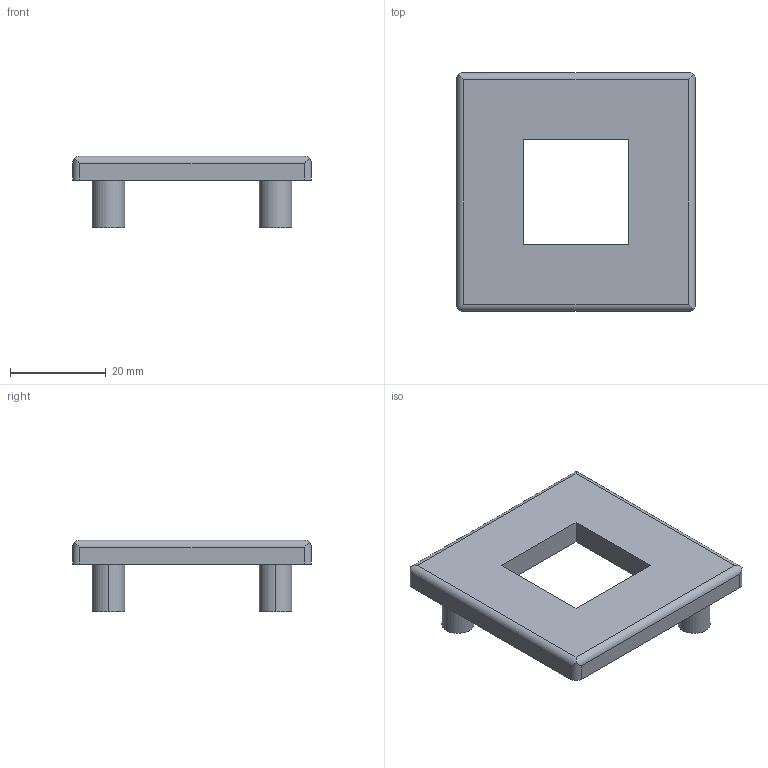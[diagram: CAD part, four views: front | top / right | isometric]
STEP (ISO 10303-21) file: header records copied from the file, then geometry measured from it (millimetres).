
FILE_DESCRIPTION(('Creo Elements/Direct Modeling STEP Export'),'2;1');
FILE_NAME('55.0305.3_Abdeckkappe-MMS-55-AL-Druckguss_50x50x5-Quadrat-22x22.stp','2022-03-21T 8:08:29',(''),(''),'PTC Creo Elements/Direct Modeling STEP processor for AP214 (Solid Model)','PTC Creo Elements/Direct Modeling 19.0C 15-Aug-2015 (C) Parametric Technology GmbH','');
FILE_SCHEMA(('AUTOMOTIVE_DESIGN { 1 0 10303 214 1 1 1 1 }'));
Length unit declared in the file: millimetre
Products named in the file (2): Abdeckkappe-MMS-55-AL-Druckguss_50x50x5-Quadrat-22x22_55.0305.3_PX17628
8
Assembly tree (1 placements, depth 2):
  Abdeckkappe-MMS-55-AL-Druckguss_50x50x5-Quadrat-22x22_55.0305.3_PX17628
8
    Abdeckkappe-MMS-55-AL-Druckguss_50x50x5-Quadrat-22x22_55.0305.3_PX17628
8
Bounding box: 50 x 50 x 15 mm (x, y, z)
Volume: 10703.2 mm3; surface area: 5756.1 mm2
Topology: 1 solids, 1 shells, 24 faces, 60 edges, 40 vertices
Faces by surface type: plane 12, cylinder 12
Entity records: 757 total; most frequent: DIRECTION 128, CARTESIAN_POINT 122, ORIENTED_EDGE 120, EDGE_CURVE 60, AXIS2_PLACEMENT_3D 46, VERTEX_POINT 40, VECTOR 36, LINE 36
